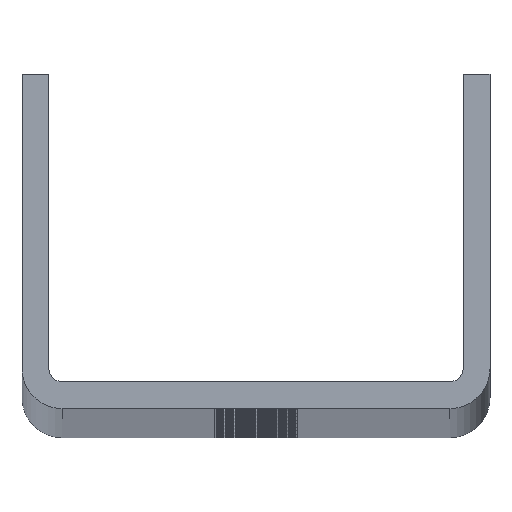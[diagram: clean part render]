
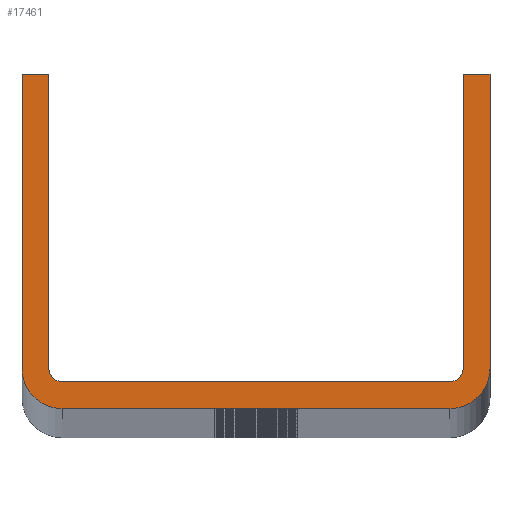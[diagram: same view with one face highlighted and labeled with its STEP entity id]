
A CAD part, top view. The second image highlights one B-rep face of the part: STEP entity #17461.
In plain terms, the highlighted planar face has unit normal (0, 0, 1).
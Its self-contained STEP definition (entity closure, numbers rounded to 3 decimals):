
#398 = ORIENTED_EDGE ( 'NONE', *, *, #2602, .T. ) ;
#434 = DIRECTION ( 'NONE',  ( 0., 1., 0. ) ) ;
#792 = VERTEX_POINT ( 'NONE', #13195 ) ;
#825 = CIRCLE ( 'NONE', #15890, 6. ) ;
#973 = CARTESIAN_POINT ( 'NONE',  ( -29., 4., 2500. ) ) ;
#1142 = EDGE_LOOP ( 'NONE', ( #10806, #6991, #2396, #13849, #12626, #21429, #8224, #9501, #4916, #398, #8056, #18279 ) ) ;
#1622 = CARTESIAN_POINT ( 'NONE',  ( 35., 50., 2500. ) ) ;
#1649 = CIRCLE ( 'NONE', #8528, 2. ) ;
#2119 = EDGE_CURVE ( 'NONE', #18859, #17093, #23217, .T. ) ;
#2131 = DIRECTION ( 'NONE',  ( 1., 0., 0. ) ) ;
#2396 = ORIENTED_EDGE ( 'NONE', *, *, #18299, .F. ) ;
#2446 = VERTEX_POINT ( 'NONE', #21368 ) ;
#2602 = EDGE_CURVE ( 'NONE', #792, #23738, #825, .T. ) ;
#3209 = DIRECTION ( 'NONE',  ( 1., 0., 0. ) ) ;
#3394 = DIRECTION ( 'NONE',  ( 1., 0., 0. ) ) ;
#4225 = LINE ( 'NONE', #18675, #14252 ) ;
#4416 = EDGE_CURVE ( 'NONE', #24411, #14393, #16717, .T. ) ;
#4916 = ORIENTED_EDGE ( 'NONE', *, *, #22093, .T. ) ;
#5066 = DIRECTION ( 'NONE',  ( 1., 0., 0. ) ) ;
#5499 = DIRECTION ( 'NONE',  ( 0., 0., 1. ) ) ;
#5967 = CARTESIAN_POINT ( 'NONE',  ( 35., 6., 2500. ) ) ;
#6420 = CARTESIAN_POINT ( 'NONE',  ( 29., 4., 2500. ) ) ;
#6547 = CARTESIAN_POINT ( 'NONE',  ( -31., 50., 2500. ) ) ;
#6991 = ORIENTED_EDGE ( 'NONE', *, *, #17414, .F. ) ;
#7349 = CARTESIAN_POINT ( 'NONE',  ( 29., 6., 2500. ) ) ;
#7434 = VERTEX_POINT ( 'NONE', #1622 ) ;
#7767 = LINE ( 'NONE', #15997, #22214 ) ;
#7848 = CIRCLE ( 'NONE', #16490, 6. ) ;
#8056 = ORIENTED_EDGE ( 'NONE', *, *, #21525, .T. ) ;
#8130 = DIRECTION ( 'NONE',  ( 0., 1., 0. ) ) ;
#8224 = ORIENTED_EDGE ( 'NONE', *, *, #25943, .F. ) ;
#8328 = EDGE_CURVE ( 'NONE', #12631, #20126, #1649, .T. ) ;
#8528 = AXIS2_PLACEMENT_3D ( 'NONE', #22013, #21886, #3394 ) ;
#8653 = LINE ( 'NONE', #26630, #20395 ) ;
#9501 = ORIENTED_EDGE ( 'NONE', *, *, #4416, .F. ) ;
#10610 = CARTESIAN_POINT ( 'NONE',  ( 31., 50., 2500. ) ) ;
#10627 = EDGE_CURVE ( 'NONE', #2446, #26685, #7848, .T. ) ;
#10806 = ORIENTED_EDGE ( 'NONE', *, *, #25366, .T. ) ;
#11015 = DIRECTION ( 'NONE',  ( 0., 0., 1. ) ) ;
#11092 = DIRECTION ( 'NONE',  ( 0., 0., 1. ) ) ;
#11292 = DIRECTION ( 'NONE',  ( 1., 0., 0. ) ) ;
#11636 = CARTESIAN_POINT ( 'NONE',  ( -29., 0., 2500. ) ) ;
#11660 = VECTOR ( 'NONE', #21054, 1000. ) ;
#12626 = ORIENTED_EDGE ( 'NONE', *, *, #15454, .F. ) ;
#12631 = VERTEX_POINT ( 'NONE', #6420 ) ;
#12928 = LINE ( 'NONE', #14833, #11660 ) ;
#13038 = FACE_OUTER_BOUND ( 'NONE', #1142, .T. ) ;
#13195 = CARTESIAN_POINT ( 'NONE',  ( -35., 6., 2500. ) ) ;
#13849 = ORIENTED_EDGE ( 'NONE', *, *, #8328, .F. ) ;
#14194 = VECTOR ( 'NONE', #8130, 1000. ) ;
#14252 = VECTOR ( 'NONE', #24751, 1000. ) ;
#14393 = VERTEX_POINT ( 'NONE', #6547 ) ;
#14797 = AXIS2_PLACEMENT_3D ( 'NONE', #17234, #11015, #17640 ) ;
#14833 = CARTESIAN_POINT ( 'NONE',  ( -31., 50., 2500. ) ) ;
#15454 = EDGE_CURVE ( 'NONE', #17093, #12631, #4225, .T. ) ;
#15691 = LINE ( 'NONE', #11636, #20920 ) ;
#15890 = AXIS2_PLACEMENT_3D ( 'NONE', #23936, #11092, #25545 ) ;
#15997 = CARTESIAN_POINT ( 'NONE',  ( -35., 50., 2500. ) ) ;
#16490 = AXIS2_PLACEMENT_3D ( 'NONE', #7349, #21660, #5066 ) ;
#16701 = LINE ( 'NONE', #23309, #19562 ) ;
#16717 = LINE ( 'NONE', #19687, #19076 ) ;
#16999 = CARTESIAN_POINT ( 'NONE',  ( -31., 6., 2500. ) ) ;
#17093 = VERTEX_POINT ( 'NONE', #973 ) ;
#17234 = CARTESIAN_POINT ( 'NONE',  ( 29., 6., 2500. ) ) ;
#17414 = EDGE_CURVE ( 'NONE', #23115, #7434, #16701, .T. ) ;
#17461 = ADVANCED_FACE ( 'NONE', ( #13038 ), #25605, .T. ) ;
#17640 = DIRECTION ( 'NONE',  ( 1., 0., 0. ) ) ;
#18279 = ORIENTED_EDGE ( 'NONE', *, *, #10627, .T. ) ;
#18299 = EDGE_CURVE ( 'NONE', #20126, #23115, #8653, .T. ) ;
#18675 = CARTESIAN_POINT ( 'NONE',  ( -29., 4., 2500. ) ) ;
#18803 = CARTESIAN_POINT ( 'NONE',  ( 35., 6., 2500. ) ) ;
#18859 = VERTEX_POINT ( 'NONE', #16999 ) ;
#19076 = VECTOR ( 'NONE', #11292, 1000. ) ;
#19499 = CARTESIAN_POINT ( 'NONE',  ( -29., 0., 2500. ) ) ;
#19562 = VECTOR ( 'NONE', #2131, 1000. ) ;
#19687 = CARTESIAN_POINT ( 'NONE',  ( -35., 50., 2500. ) ) ;
#19884 = DIRECTION ( 'NONE',  ( 1., 0., 0. ) ) ;
#19949 = CARTESIAN_POINT ( 'NONE',  ( -29., 6., 2500. ) ) ;
#20126 = VERTEX_POINT ( 'NONE', #25546 ) ;
#20260 = CARTESIAN_POINT ( 'NONE',  ( -35., 50., 2500. ) ) ;
#20395 = VECTOR ( 'NONE', #434, 1000. ) ;
#20920 = VECTOR ( 'NONE', #19884, 1000. ) ;
#21054 = DIRECTION ( 'NONE',  ( 0., -1., 0. ) ) ;
#21368 = CARTESIAN_POINT ( 'NONE',  ( 29., 0., 2500. ) ) ;
#21429 = ORIENTED_EDGE ( 'NONE', *, *, #2119, .F. ) ;
#21525 = EDGE_CURVE ( 'NONE', #23738, #2446, #15691, .T. ) ;
#21660 = DIRECTION ( 'NONE',  ( 0., 0., 1. ) ) ;
#21886 = DIRECTION ( 'NONE',  ( 0., 0., 1. ) ) ;
#22013 = CARTESIAN_POINT ( 'NONE',  ( 29., 6., 2500. ) ) ;
#22093 = EDGE_CURVE ( 'NONE', #24411, #792, #7767, .T. ) ;
#22214 = VECTOR ( 'NONE', #26002, 1000. ) ;
#23115 = VERTEX_POINT ( 'NONE', #10610 ) ;
#23217 = CIRCLE ( 'NONE', #24081, 2. ) ;
#23309 = CARTESIAN_POINT ( 'NONE',  ( 31., 50., 2500. ) ) ;
#23738 = VERTEX_POINT ( 'NONE', #19499 ) ;
#23936 = CARTESIAN_POINT ( 'NONE',  ( -29., 6., 2500. ) ) ;
#24081 = AXIS2_PLACEMENT_3D ( 'NONE', #19949, #5499, #3209 ) ;
#24411 = VERTEX_POINT ( 'NONE', #20260 ) ;
#24751 = DIRECTION ( 'NONE',  ( 1., 0., 0. ) ) ;
#25366 = EDGE_CURVE ( 'NONE', #26685, #7434, #26492, .T. ) ;
#25545 = DIRECTION ( 'NONE',  ( 1., 0., 0. ) ) ;
#25546 = CARTESIAN_POINT ( 'NONE',  ( 31., 6., 2500. ) ) ;
#25605 = PLANE ( 'NONE',  #14797 ) ;
#25943 = EDGE_CURVE ( 'NONE', #14393, #18859, #12928, .T. ) ;
#26002 = DIRECTION ( 'NONE',  ( 0., -1., 0. ) ) ;
#26492 = LINE ( 'NONE', #5967, #14194 ) ;
#26630 = CARTESIAN_POINT ( 'NONE',  ( 31., 6., 2500. ) ) ;
#26685 = VERTEX_POINT ( 'NONE', #18803 ) ;
